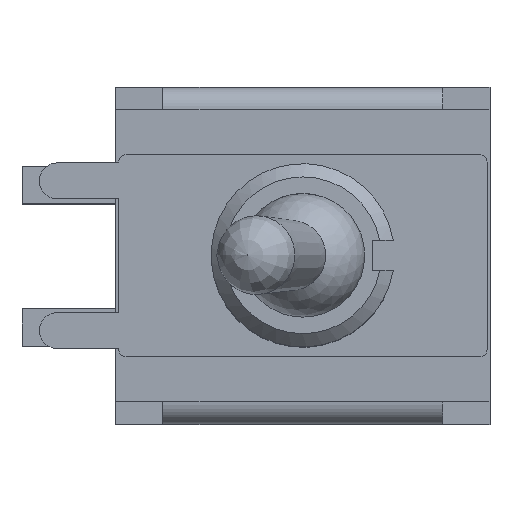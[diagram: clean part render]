
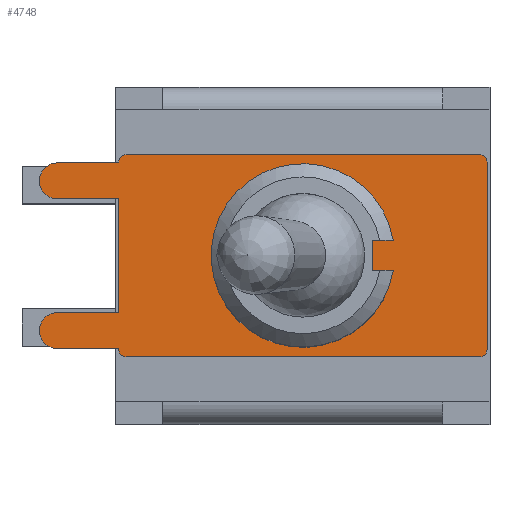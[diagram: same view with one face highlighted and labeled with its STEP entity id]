
A CAD part, top view. The second image highlights one B-rep face of the part: STEP entity #4748.
In plain terms, the highlighted planar face has unit normal (0, 0, 1).
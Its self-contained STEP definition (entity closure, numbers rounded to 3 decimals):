
#160=FACE_BOUND('',#466,.T.);
#177=FACE_OUTER_BOUND('',#465,.T.);
#465=EDGE_LOOP('',(#3146,#3147,#3148,#3149,#3150,#3151,#3152,#3153,#3154,
#3155,#3156,#3157,#3158,#3159,#3160,#3161));
#466=EDGE_LOOP('',(#3162,#3163,#3164,#3165));
#769=CIRCLE('',#5059,0.25);
#770=CIRCLE('',#5060,0.61);
#771=CIRCLE('',#5061,0.61);
#772=CIRCLE('',#5062,0.25);
#773=CIRCLE('',#5063,0.25);
#774=CIRCLE('',#5064,0.25);
#775=CIRCLE('',#5065,3.11);
#913=LINE('',#6993,#1450);
#914=LINE('',#6995,#1451);
#915=LINE('',#6999,#1452);
#916=LINE('',#7001,#1453);
#917=LINE('',#7003,#1454);
#918=LINE('',#7007,#1455);
#919=LINE('',#7009,#1456);
#920=LINE('',#7013,#1457);
#921=LINE('',#7017,#1458);
#922=LINE('',#7020,#1459);
#923=LINE('',#7023,#1460);
#924=LINE('',#7025,#1461);
#925=LINE('',#7027,#1462);
#1450=VECTOR('',#5530,10.);
#1451=VECTOR('',#5531,10.);
#1452=VECTOR('',#5534,10.);
#1453=VECTOR('',#5535,10.);
#1454=VECTOR('',#5536,10.);
#1455=VECTOR('',#5539,10.);
#1456=VECTOR('',#5540,10.);
#1457=VECTOR('',#5543,10.);
#1458=VECTOR('',#5546,10.);
#1459=VECTOR('',#5549,10.);
#1460=VECTOR('',#5550,10.);
#1461=VECTOR('',#5551,10.);
#1462=VECTOR('',#5552,10.);
#1988=VERTEX_POINT('',#6989);
#1989=VERTEX_POINT('',#6990);
#1990=VERTEX_POINT('',#6992);
#1991=VERTEX_POINT('',#6994);
#1992=VERTEX_POINT('',#6996);
#1993=VERTEX_POINT('',#6998);
#1994=VERTEX_POINT('',#7000);
#1995=VERTEX_POINT('',#7002);
#1996=VERTEX_POINT('',#7004);
#1997=VERTEX_POINT('',#7006);
#1998=VERTEX_POINT('',#7008);
#1999=VERTEX_POINT('',#7010);
#2000=VERTEX_POINT('',#7012);
#2001=VERTEX_POINT('',#7014);
#2002=VERTEX_POINT('',#7016);
#2003=VERTEX_POINT('',#7018);
#2004=VERTEX_POINT('',#7021);
#2005=VERTEX_POINT('',#7022);
#2006=VERTEX_POINT('',#7024);
#2007=VERTEX_POINT('',#7026);
#2433=EDGE_CURVE('',#1988,#1989,#769,.T.);
#2434=EDGE_CURVE('',#1990,#1988,#913,.T.);
#2435=EDGE_CURVE('',#1991,#1990,#914,.T.);
#2436=EDGE_CURVE('',#1992,#1991,#770,.T.);
#2437=EDGE_CURVE('',#1993,#1992,#915,.T.);
#2438=EDGE_CURVE('',#1994,#1993,#916,.T.);
#2439=EDGE_CURVE('',#1995,#1994,#917,.T.);
#2440=EDGE_CURVE('',#1996,#1995,#771,.T.);
#2441=EDGE_CURVE('',#1997,#1996,#918,.T.);
#2442=EDGE_CURVE('',#1998,#1997,#919,.T.);
#2443=EDGE_CURVE('',#1999,#1998,#772,.T.);
#2444=EDGE_CURVE('',#2000,#1999,#920,.T.);
#2445=EDGE_CURVE('',#2001,#2000,#773,.T.);
#2446=EDGE_CURVE('',#2002,#2001,#921,.T.);
#2447=EDGE_CURVE('',#2003,#2002,#774,.T.);
#2448=EDGE_CURVE('',#1989,#2003,#922,.T.);
#2449=EDGE_CURVE('',#2004,#2005,#923,.T.);
#2450=EDGE_CURVE('',#2006,#2004,#924,.T.);
#2451=EDGE_CURVE('',#2007,#2006,#925,.T.);
#2452=EDGE_CURVE('',#2005,#2007,#775,.T.);
#3146=ORIENTED_EDGE('',*,*,#2433,.F.);
#3147=ORIENTED_EDGE('',*,*,#2434,.F.);
#3148=ORIENTED_EDGE('',*,*,#2435,.F.);
#3149=ORIENTED_EDGE('',*,*,#2436,.F.);
#3150=ORIENTED_EDGE('',*,*,#2437,.F.);
#3151=ORIENTED_EDGE('',*,*,#2438,.F.);
#3152=ORIENTED_EDGE('',*,*,#2439,.F.);
#3153=ORIENTED_EDGE('',*,*,#2440,.F.);
#3154=ORIENTED_EDGE('',*,*,#2441,.F.);
#3155=ORIENTED_EDGE('',*,*,#2442,.F.);
#3156=ORIENTED_EDGE('',*,*,#2443,.F.);
#3157=ORIENTED_EDGE('',*,*,#2444,.F.);
#3158=ORIENTED_EDGE('',*,*,#2445,.F.);
#3159=ORIENTED_EDGE('',*,*,#2446,.F.);
#3160=ORIENTED_EDGE('',*,*,#2447,.F.);
#3161=ORIENTED_EDGE('',*,*,#2448,.F.);
#3162=ORIENTED_EDGE('',*,*,#2449,.F.);
#3163=ORIENTED_EDGE('',*,*,#2450,.F.);
#3164=ORIENTED_EDGE('',*,*,#2451,.F.);
#3165=ORIENTED_EDGE('',*,*,#2452,.F.);
#4569=PLANE('',#5058);
#4748=ADVANCED_FACE('',(#177,#160),#4569,.T.);
#5058=AXIS2_PLACEMENT_3D('',#6988,#5526,#5527);
#5059=AXIS2_PLACEMENT_3D('',#6991,#5528,#5529);
#5060=AXIS2_PLACEMENT_3D('',#6997,#5532,#5533);
#5061=AXIS2_PLACEMENT_3D('',#7005,#5537,#5538);
#5062=AXIS2_PLACEMENT_3D('',#7011,#5541,#5542);
#5063=AXIS2_PLACEMENT_3D('',#7015,#5544,#5545);
#5064=AXIS2_PLACEMENT_3D('',#7019,#5547,#5548);
#5065=AXIS2_PLACEMENT_3D('',#7028,#5553,#5554);
#5526=DIRECTION('center_axis',(0.,0.,
1.));
#5527=DIRECTION('ref_axis',(-1.,0.,0.));
#5528=DIRECTION('center_axis',(0.,0.,
-1.));
#5529=DIRECTION('ref_axis',(-0.707,0.707,0.));
#5530=DIRECTION('',(0.,1.,0.));
#5531=DIRECTION('',(1.,0.,0.));
#5532=DIRECTION('center_axis',(0.,0.,
-1.));
#5533=DIRECTION('ref_axis',(0.,1.,0.));
#5534=DIRECTION('',(-1.,0.,0.));
#5535=DIRECTION('',(0.,1.,0.));
#5536=DIRECTION('',(1.,0.,0.));
#5537=DIRECTION('center_axis',(0.,0.,
-1.));
#5538=DIRECTION('ref_axis',(0.,1.,0.));
#5539=DIRECTION('',(-1.,0.,0.));
#5540=DIRECTION('',(0.,1.,0.));
#5541=DIRECTION('center_axis',(0.,0.,
-1.));
#5542=DIRECTION('ref_axis',(-0.707,-0.707,0.));
#5543=DIRECTION('',(-1.,0.,0.));
#5544=DIRECTION('center_axis',(0.,0.,
-1.));
#5545=DIRECTION('ref_axis',(0.707,-0.707,0.));
#5546=DIRECTION('',(0.,-1.,0.));
#5547=DIRECTION('center_axis',(0.,0.,
-1.));
#5548=DIRECTION('ref_axis',(0.707,0.707,0.));
#5549=DIRECTION('',(1.,0.,0.));
#5550=DIRECTION('',(1.,0.,0.));
#5551=DIRECTION('',(0.,1.,0.));
#5552=DIRECTION('',(-1.,0.,0.));
#5553=DIRECTION('center_axis',(0.,0.,
1.));
#5554=DIRECTION('ref_axis',(0.986,0.164,0.));
#6988=CARTESIAN_POINT('Origin',(-1.624,0.,
9.39));
#6989=CARTESIAN_POINT('',(-6.25,3.18,9.39));
#6990=CARTESIAN_POINT('',(-6.,3.43,9.39));
#6991=CARTESIAN_POINT('Origin',(-6.,3.18,9.39));
#6992=CARTESIAN_POINT('',(-6.25,3.15,9.39));
#6993=CARTESIAN_POINT('',(-6.25,3.43,9.39));
#6994=CARTESIAN_POINT('',(-8.33,3.15,9.39));
#6995=CARTESIAN_POINT('',(-6.25,3.15,9.39));
#6996=CARTESIAN_POINT('',(-8.33,1.93,9.39));
#6997=CARTESIAN_POINT('Origin',(-8.33,2.54,9.39));
#6998=CARTESIAN_POINT('',(-6.25,1.93,9.39));
#6999=CARTESIAN_POINT('',(-8.33,1.93,9.39));
#7000=CARTESIAN_POINT('',(-6.25,-1.93,9.39));
#7001=CARTESIAN_POINT('',(-6.25,1.93,9.39));
#7002=CARTESIAN_POINT('',(-8.33,-1.93,9.39));
#7003=CARTESIAN_POINT('',(-6.25,-1.93,9.39));
#7004=CARTESIAN_POINT('',(-8.33,-3.15,9.39));
#7005=CARTESIAN_POINT('Origin',(-8.33,-2.54,9.39));
#7006=CARTESIAN_POINT('',(-6.25,-3.15,9.39));
#7007=CARTESIAN_POINT('',(-8.33,-3.15,9.39));
#7008=CARTESIAN_POINT('',(-6.25,-3.18,9.39));
#7009=CARTESIAN_POINT('',(-6.25,-3.15,9.39));
#7010=CARTESIAN_POINT('',(-6.,-3.43,9.39));
#7011=CARTESIAN_POINT('Origin',(-6.,-3.18,9.39));
#7012=CARTESIAN_POINT('',(6.,-3.43,9.39));
#7013=CARTESIAN_POINT('',(-6.25,-3.43,9.39));
#7014=CARTESIAN_POINT('',(6.25,-3.18,9.39));
#7015=CARTESIAN_POINT('Origin',(6.,-3.18,9.39));
#7016=CARTESIAN_POINT('',(6.25,3.18,9.39));
#7017=CARTESIAN_POINT('',(6.25,-3.43,9.39));
#7018=CARTESIAN_POINT('',(6.,3.43,9.39));
#7019=CARTESIAN_POINT('Origin',(6.,3.18,9.39));
#7020=CARTESIAN_POINT('',(6.25,3.43,9.39));
#7021=CARTESIAN_POINT('',(2.358,0.51,9.39));
#7022=CARTESIAN_POINT('',(3.068,0.51,9.39));
#7023=CARTESIAN_POINT('',(0.722,0.51,9.39));
#7024=CARTESIAN_POINT('',(2.358,-0.51,9.39));
#7025=CARTESIAN_POINT('',(2.358,0.255,9.39));
#7026=CARTESIAN_POINT('',(3.068,-0.51,9.39));
#7027=CARTESIAN_POINT('',(0.367,-0.51,9.39));
#7028=CARTESIAN_POINT('Origin',(0.,0.,
9.39));
